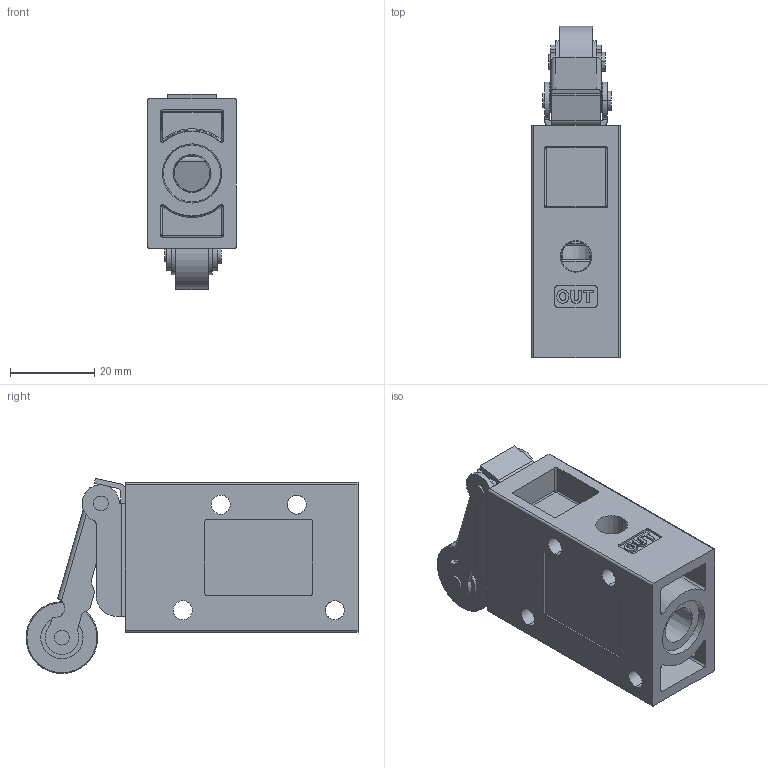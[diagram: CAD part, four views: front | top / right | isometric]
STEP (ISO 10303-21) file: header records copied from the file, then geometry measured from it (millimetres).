
FILE_DESCRIPTION (( 'STEP AP203' ), '1' );
FILE_NAME ('YMV310-1RP.STEP', '2013-01-30T02:46:15', ( '' ), ( '' ), 'SwSTEP 2.0', 'SolidWorks 2008', '' );
FILE_SCHEMA (( 'CONFIG_CONTROL_DESIGN' ));
Length unit declared in the file: millimetre
Products named in the file (9): YMV310-1RP; YMV300 Body-4(陛屈); 17-ROLLER_晦獄 撲薑; 葬漯(14.8L)_晦獄 撲薑; 葬漯(11.9L)_晦獄 撲薑; LEVER SET-3_晦獄 撲薑; LEVER SET-2_晦獄 撲薑; LEVER SET(17ROLLER)_17-ROLLER; LEVER SET-1_晦獄 撲薑
Assembly tree (8 placements, depth 3):
  YMV310-1RP
    LEVER SET(17ROLLER)_17-ROLLER
      LEVER SET-2_晦獄 撲薑
      葬漯(11.9L)_晦獄 撲薑
      17-ROLLER_晦獄 撲薑
      LEVER SET-3_晦獄 撲薑
      LEVER SET-1_晦獄 撲薑
      葬漯(14.8L)_晦獄 撲薑
    YMV300 Body-4(陛屈)
Bounding box: 21 x 78.62 x 46.19 mm (x, y, z)
Volume: 33574.9 mm3; surface area: 18232.3 mm2
Topology: 7 solids, 7 shells, 460 faces, 1200 edges, 769 vertices
Faces by surface type: plane 178, cylinder 146, bspline 82, cone 44, torus 10
Entity records: 19056 total; most frequent: CARTESIAN_POINT 7311, ORIENTED_EDGE 2376, DIRECTION 2043, EDGE_CURVE 1188, VERTEX_POINT 769, AXIS2_PLACEMENT_3D 713, VECTOR 617, LINE 617
